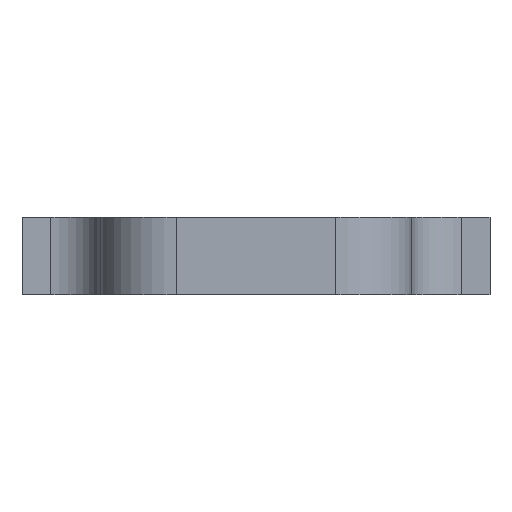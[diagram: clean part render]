
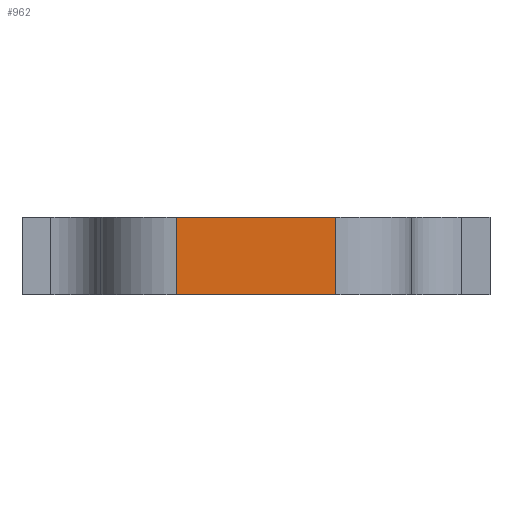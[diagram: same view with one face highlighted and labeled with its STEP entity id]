
A CAD part, front view. The second image highlights one B-rep face of the part: STEP entity #962.
In plain terms, the highlighted planar face has unit normal (0, -1, 0).
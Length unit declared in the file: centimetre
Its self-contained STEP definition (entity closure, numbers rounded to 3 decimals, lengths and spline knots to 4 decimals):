
#166=FACE_OUTER_BOUND('',#258,.T.);
#258=EDGE_LOOP('',(#834,#835,#836,#837));
#293=LINE('',#1411,#373);
#324=LINE('',#1497,#404);
#338=LINE('',#1595,#418);
#339=LINE('',#1597,#419);
#373=VECTOR('',#1119,1.);
#404=VECTOR('',#1192,1.);
#418=VECTOR('',#1308,1.);
#419=VECTOR('',#1311,1.);
#457=VERTEX_POINT('',#1408);
#458=VERTEX_POINT('',#1410);
#491=VERTEX_POINT('',#1494);
#492=VERTEX_POINT('',#1496);
#551=EDGE_CURVE('',#457,#458,#293,.T.);
#594=EDGE_CURVE('',#491,#492,#324,.T.);
#634=EDGE_CURVE('',#491,#458,#338,.T.);
#635=EDGE_CURVE('',#492,#457,#339,.T.);
#834=ORIENTED_EDGE('',*,*,#594,.F.);
#835=ORIENTED_EDGE('',*,*,#634,.T.);
#836=ORIENTED_EDGE('',*,*,#551,.F.);
#837=ORIENTED_EDGE('',*,*,#635,.F.);
#914=PLANE('',#1062);
#962=ADVANCED_FACE('',(#166),#914,.T.);
#1062=AXIS2_PLACEMENT_3D('',#1596,#1309,#1310);
#1119=DIRECTION('',(-1.,0.,0.));
#1192=DIRECTION('',(1.,0.,0.));
#1308=DIRECTION('',(0.,0.,-1.));
#1309=DIRECTION('center_axis',(0.,-1.,0.));
#1310=DIRECTION('ref_axis',(0.,0.,-1.));
#1311=DIRECTION('',(0.,0.,-1.));
#1408=CARTESIAN_POINT('',(0.5073,-5.035,7.51));
#1410=CARTESIAN_POINT('',(-0.5071,-5.035,7.51));
#1411=CARTESIAN_POINT('',(0.5073,-5.035,7.51));
#1494=CARTESIAN_POINT('',(-0.5071,-5.035,8.));
#1496=CARTESIAN_POINT('',(0.5073,-5.035,8.));
#1497=CARTESIAN_POINT('',(-0.5071,-5.035,8.));
#1595=CARTESIAN_POINT('',(-0.5071,-5.035,8.));
#1596=CARTESIAN_POINT('Origin',(0.0001,-5.035,8.001));
#1597=CARTESIAN_POINT('',(0.5073,-5.035,8.));
